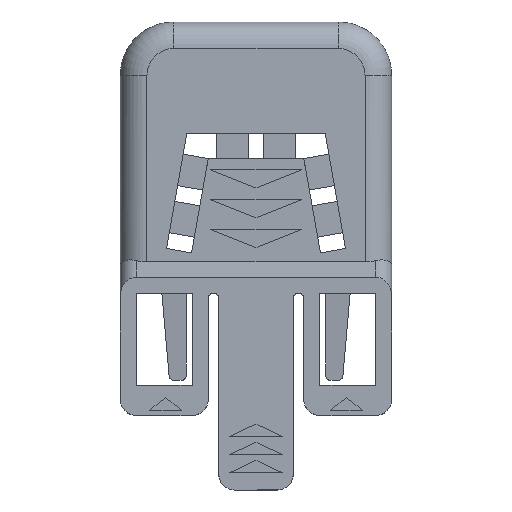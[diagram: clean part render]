
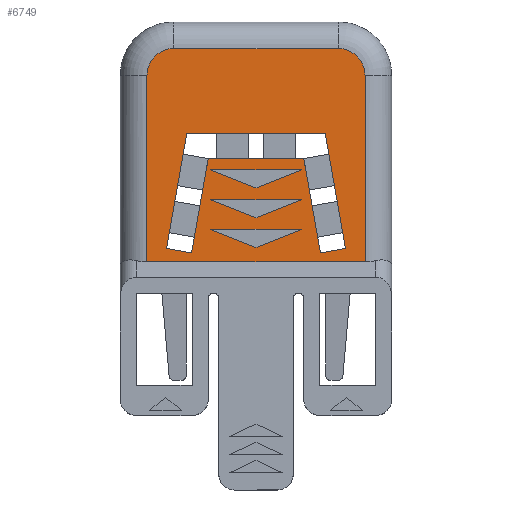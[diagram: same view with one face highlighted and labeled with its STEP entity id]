
A CAD part, left-side view. The second image highlights one B-rep face of the part: STEP entity #6749.
In plain terms, the highlighted planar face has unit normal (-1, 0, 0).
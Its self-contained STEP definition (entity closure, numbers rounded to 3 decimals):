
#6574=AXIS2_PLACEMENT_3D('Plane Axis2P3D',#6571,#6572,#6573) ;
#6594=AXIS2_PLACEMENT_3D('Circle Axis2P3D',#6592,#6593,$) ;
#6608=AXIS2_PLACEMENT_3D('Circle Axis2P3D',#6606,#6607,$) ;
#6508=CARTESIAN_POINT('Vertex',(2.9,17.,30.1)) ;
#6511=CARTESIAN_POINT('Line Origine',(2.9,14.875,29.25)) ;
#6515=CARTESIAN_POINT('Vertex',(2.9,12.75,28.4)) ;
#6539=CARTESIAN_POINT('Vertex',(2.9,8.5,30.1)) ;
#6542=CARTESIAN_POINT('Line Origine',(2.9,12.75,30.1)) ;
#6559=CARTESIAN_POINT('Line Origine',(2.9,10.625,29.25)) ;
#6571=CARTESIAN_POINT('Axis2P3D Location',(2.9,12.75,21.443)) ;
#6576=CARTESIAN_POINT('Line Origine',(2.9,12.75,21.443)) ;
#6580=CARTESIAN_POINT('Vertex',(2.9,2.5,21.443)) ;
#6582=CARTESIAN_POINT('Vertex',(2.9,23.,21.443)) ;
#6585=CARTESIAN_POINT('Line Origine',(2.9,2.5,30.222)) ;
#6589=CARTESIAN_POINT('Vertex',(2.9,2.5,39.)) ;
#6592=CARTESIAN_POINT('Axis2P3D Location',(2.9,5.,39.)) ;
#6596=CARTESIAN_POINT('Vertex',(2.9,5.,41.5)) ;
#6599=CARTESIAN_POINT('Line Origine',(2.9,12.75,41.5)) ;
#6603=CARTESIAN_POINT('Vertex',(2.9,20.5,41.5)) ;
#6606=CARTESIAN_POINT('Axis2P3D Location',(2.9,20.5,39.)) ;
#6610=CARTESIAN_POINT('Vertex',(2.9,23.,39.)) ;
#6613=CARTESIAN_POINT('Line Origine',(2.9,23.,30.222)) ;
#6626=CARTESIAN_POINT('Line Origine',(2.9,12.75,33.555)) ;
#6630=CARTESIAN_POINT('Vertex',(2.9,6.246,33.555)) ;
#6632=CARTESIAN_POINT('Vertex',(2.9,19.254,33.555)) ;
#6635=CARTESIAN_POINT('Line Origine',(2.9,5.29,28.132)) ;
#6639=CARTESIAN_POINT('Vertex',(2.9,4.334,22.708)) ;
#6642=CARTESIAN_POINT('Line Origine',(2.9,5.515,22.5)) ;
#6646=CARTESIAN_POINT('Vertex',(2.9,6.697,22.292)) ;
#6649=CARTESIAN_POINT('Line Origine',(2.9,7.479,26.723)) ;
#6653=CARTESIAN_POINT('Vertex',(2.9,8.26,31.155)) ;
#6656=CARTESIAN_POINT('Line Origine',(2.9,12.75,31.155)) ;
#6660=CARTESIAN_POINT('Vertex',(2.9,17.24,31.155)) ;
#6663=CARTESIAN_POINT('Line Origine',(2.9,18.021,26.723)) ;
#6667=CARTESIAN_POINT('Vertex',(2.9,18.803,22.292)) ;
#6670=CARTESIAN_POINT('Line Origine',(2.9,19.985,22.5)) ;
#6674=CARTESIAN_POINT('Vertex',(2.9,21.166,22.708)) ;
#6677=CARTESIAN_POINT('Line Origine',(2.9,20.21,28.132)) ;
#6692=CARTESIAN_POINT('Line Origine',(2.9,14.875,26.45)) ;
#6696=CARTESIAN_POINT('Vertex',(2.9,17.,27.3)) ;
#6698=CARTESIAN_POINT('Vertex',(2.9,12.75,25.6)) ;
#6701=CARTESIAN_POINT('Line Origine',(2.9,12.75,27.3)) ;
#6705=CARTESIAN_POINT('Vertex',(2.9,8.5,27.3)) ;
#6708=CARTESIAN_POINT('Line Origine',(2.9,10.625,26.45)) ;
#6723=CARTESIAN_POINT('Line Origine',(2.9,12.75,24.5)) ;
#6727=CARTESIAN_POINT('Vertex',(2.9,8.5,24.5)) ;
#6729=CARTESIAN_POINT('Vertex',(2.9,17.,24.5)) ;
#6732=CARTESIAN_POINT('Line Origine',(2.9,10.625,23.65)) ;
#6736=CARTESIAN_POINT('Vertex',(2.9,12.75,22.8)) ;
#6739=CARTESIAN_POINT('Line Origine',(2.9,14.875,23.65)) ;
#6512=DIRECTION('Vector Direction',(0.,0.928,0.371)) ;
#6543=DIRECTION('Vector Direction',(0.,1.,0.)) ;
#6560=DIRECTION('Vector Direction',(0.,-0.928,0.371)) ;
#6572=DIRECTION('Axis2P3D Direction',(-1.,0.,0.)) ;
#6573=DIRECTION('Axis2P3D XDirection',(0.,0.,1.)) ;
#6577=DIRECTION('Vector Direction',(0.,1.,0.)) ;
#6586=DIRECTION('Vector Direction',(0.,0.,1.)) ;
#6593=DIRECTION('Axis2P3D Direction',(-1.,0.,0.)) ;
#6600=DIRECTION('Vector Direction',(0.,1.,0.)) ;
#6607=DIRECTION('Axis2P3D Direction',(-1.,0.,0.)) ;
#6614=DIRECTION('Vector Direction',(0.,0.,1.)) ;
#6627=DIRECTION('Vector Direction',(0.,1.,0.)) ;
#6636=DIRECTION('Vector Direction',(0.,0.174,0.985)) ;
#6643=DIRECTION('Vector Direction',(0.,-0.985,0.174)) ;
#6650=DIRECTION('Vector Direction',(0.,0.174,0.985)) ;
#6657=DIRECTION('Vector Direction',(0.,1.,0.)) ;
#6664=DIRECTION('Vector Direction',(0.,0.174,-0.985)) ;
#6671=DIRECTION('Vector Direction',(0.,0.985,0.174)) ;
#6678=DIRECTION('Vector Direction',(0.,-0.174,0.985)) ;
#6693=DIRECTION('Vector Direction',(0.,0.928,0.371)) ;
#6702=DIRECTION('Vector Direction',(0.,1.,0.)) ;
#6709=DIRECTION('Vector Direction',(0.,-0.928,0.371)) ;
#6724=DIRECTION('Vector Direction',(0.,1.,0.)) ;
#6733=DIRECTION('Vector Direction',(0.,-0.928,0.371)) ;
#6740=DIRECTION('Vector Direction',(0.,0.928,0.371)) ;
#6513=VECTOR('Line Direction',#6512,1.) ;
#6544=VECTOR('Line Direction',#6543,1.) ;
#6561=VECTOR('Line Direction',#6560,1.) ;
#6578=VECTOR('Line Direction',#6577,1.) ;
#6587=VECTOR('Line Direction',#6586,1.) ;
#6601=VECTOR('Line Direction',#6600,1.) ;
#6615=VECTOR('Line Direction',#6614,1.) ;
#6628=VECTOR('Line Direction',#6627,1.) ;
#6637=VECTOR('Line Direction',#6636,1.) ;
#6644=VECTOR('Line Direction',#6643,1.) ;
#6651=VECTOR('Line Direction',#6650,1.) ;
#6658=VECTOR('Line Direction',#6657,1.) ;
#6665=VECTOR('Line Direction',#6664,1.) ;
#6672=VECTOR('Line Direction',#6671,1.) ;
#6679=VECTOR('Line Direction',#6678,1.) ;
#6694=VECTOR('Line Direction',#6693,1.) ;
#6703=VECTOR('Line Direction',#6702,1.) ;
#6710=VECTOR('Line Direction',#6709,1.) ;
#6725=VECTOR('Line Direction',#6724,1.) ;
#6734=VECTOR('Line Direction',#6733,1.) ;
#6741=VECTOR('Line Direction',#6740,1.) ;
#6619=ORIENTED_EDGE('',*,*,#6584,.F.) ;
#6620=ORIENTED_EDGE('',*,*,#6591,.T.) ;
#6621=ORIENTED_EDGE('',*,*,#6598,.T.) ;
#6622=ORIENTED_EDGE('',*,*,#6605,.T.) ;
#6623=ORIENTED_EDGE('',*,*,#6612,.T.) ;
#6624=ORIENTED_EDGE('',*,*,#6617,.T.) ;
#6683=ORIENTED_EDGE('',*,*,#6634,.F.) ;
#6684=ORIENTED_EDGE('',*,*,#6641,.F.) ;
#6685=ORIENTED_EDGE('',*,*,#6648,.F.) ;
#6686=ORIENTED_EDGE('',*,*,#6655,.F.) ;
#6687=ORIENTED_EDGE('',*,*,#6662,.F.) ;
#6688=ORIENTED_EDGE('',*,*,#6669,.F.) ;
#6689=ORIENTED_EDGE('',*,*,#6676,.F.) ;
#6690=ORIENTED_EDGE('',*,*,#6681,.F.) ;
#6714=ORIENTED_EDGE('',*,*,#6700,.F.) ;
#6715=ORIENTED_EDGE('',*,*,#6707,.F.) ;
#6716=ORIENTED_EDGE('',*,*,#6712,.F.) ;
#6719=ORIENTED_EDGE('',*,*,#6517,.F.) ;
#6720=ORIENTED_EDGE('',*,*,#6546,.F.) ;
#6721=ORIENTED_EDGE('',*,*,#6563,.F.) ;
#6745=ORIENTED_EDGE('',*,*,#6731,.F.) ;
#6746=ORIENTED_EDGE('',*,*,#6738,.F.) ;
#6747=ORIENTED_EDGE('',*,*,#6743,.F.) ;
#6691=FACE_BOUND('',#6682,.T.) ;
#6717=FACE_BOUND('',#6713,.T.) ;
#6722=FACE_BOUND('',#6718,.T.) ;
#6748=FACE_BOUND('',#6744,.T.) ;
#6749=ADVANCED_FACE('RSV_1_6_ZE_9',(#6625,#6691,#6717,#6722,#6748),#6575,.T.) ;
#6595=CIRCLE('generated circle',#6594,2.5) ;
#6609=CIRCLE('generated circle',#6608,2.5) ;
#6517=EDGE_CURVE('',#6509,#6516,#6514,.F.) ;
#6546=EDGE_CURVE('',#6540,#6509,#6545,.T.) ;
#6563=EDGE_CURVE('',#6516,#6540,#6562,.T.) ;
#6584=EDGE_CURVE('',#6581,#6583,#6579,.T.) ;
#6591=EDGE_CURVE('',#6581,#6590,#6588,.T.) ;
#6598=EDGE_CURVE('',#6590,#6597,#6595,.T.) ;
#6605=EDGE_CURVE('',#6597,#6604,#6602,.T.) ;
#6612=EDGE_CURVE('',#6604,#6611,#6609,.T.) ;
#6617=EDGE_CURVE('',#6611,#6583,#6616,.F.) ;
#6634=EDGE_CURVE('',#6631,#6633,#6629,.T.) ;
#6641=EDGE_CURVE('',#6640,#6631,#6638,.T.) ;
#6648=EDGE_CURVE('',#6647,#6640,#6645,.T.) ;
#6655=EDGE_CURVE('',#6654,#6647,#6652,.F.) ;
#6662=EDGE_CURVE('',#6661,#6654,#6659,.F.) ;
#6669=EDGE_CURVE('',#6668,#6661,#6666,.F.) ;
#6676=EDGE_CURVE('',#6675,#6668,#6673,.F.) ;
#6681=EDGE_CURVE('',#6633,#6675,#6680,.F.) ;
#6700=EDGE_CURVE('',#6697,#6699,#6695,.F.) ;
#6707=EDGE_CURVE('',#6706,#6697,#6704,.T.) ;
#6712=EDGE_CURVE('',#6699,#6706,#6711,.T.) ;
#6731=EDGE_CURVE('',#6728,#6730,#6726,.T.) ;
#6738=EDGE_CURVE('',#6737,#6728,#6735,.T.) ;
#6743=EDGE_CURVE('',#6730,#6737,#6742,.F.) ;
#6618=EDGE_LOOP('',(#6619,#6620,#6621,#6622,#6623,#6624)) ;
#6682=EDGE_LOOP('',(#6683,#6684,#6685,#6686,#6687,#6688,#6689,#6690)) ;
#6713=EDGE_LOOP('',(#6714,#6715,#6716)) ;
#6718=EDGE_LOOP('',(#6719,#6720,#6721)) ;
#6744=EDGE_LOOP('',(#6745,#6746,#6747)) ;
#6625=FACE_OUTER_BOUND('',#6618,.T.) ;
#6514=LINE('Line',#6511,#6513) ;
#6545=LINE('Line',#6542,#6544) ;
#6562=LINE('Line',#6559,#6561) ;
#6579=LINE('Line',#6576,#6578) ;
#6588=LINE('Line',#6585,#6587) ;
#6602=LINE('Line',#6599,#6601) ;
#6616=LINE('Line',#6613,#6615) ;
#6629=LINE('Line',#6626,#6628) ;
#6638=LINE('Line',#6635,#6637) ;
#6645=LINE('Line',#6642,#6644) ;
#6652=LINE('Line',#6649,#6651) ;
#6659=LINE('Line',#6656,#6658) ;
#6666=LINE('Line',#6663,#6665) ;
#6673=LINE('Line',#6670,#6672) ;
#6680=LINE('Line',#6677,#6679) ;
#6695=LINE('Line',#6692,#6694) ;
#6704=LINE('Line',#6701,#6703) ;
#6711=LINE('Line',#6708,#6710) ;
#6726=LINE('Line',#6723,#6725) ;
#6735=LINE('Line',#6732,#6734) ;
#6742=LINE('Line',#6739,#6741) ;
#6575=PLANE('',#6574) ;
#6509=VERTEX_POINT('',#6508) ;
#6516=VERTEX_POINT('',#6515) ;
#6540=VERTEX_POINT('',#6539) ;
#6581=VERTEX_POINT('',#6580) ;
#6583=VERTEX_POINT('',#6582) ;
#6590=VERTEX_POINT('',#6589) ;
#6597=VERTEX_POINT('',#6596) ;
#6604=VERTEX_POINT('',#6603) ;
#6611=VERTEX_POINT('',#6610) ;
#6631=VERTEX_POINT('',#6630) ;
#6633=VERTEX_POINT('',#6632) ;
#6640=VERTEX_POINT('',#6639) ;
#6647=VERTEX_POINT('',#6646) ;
#6654=VERTEX_POINT('',#6653) ;
#6661=VERTEX_POINT('',#6660) ;
#6668=VERTEX_POINT('',#6667) ;
#6675=VERTEX_POINT('',#6674) ;
#6697=VERTEX_POINT('',#6696) ;
#6699=VERTEX_POINT('',#6698) ;
#6706=VERTEX_POINT('',#6705) ;
#6728=VERTEX_POINT('',#6727) ;
#6730=VERTEX_POINT('',#6729) ;
#6737=VERTEX_POINT('',#6736) ;
